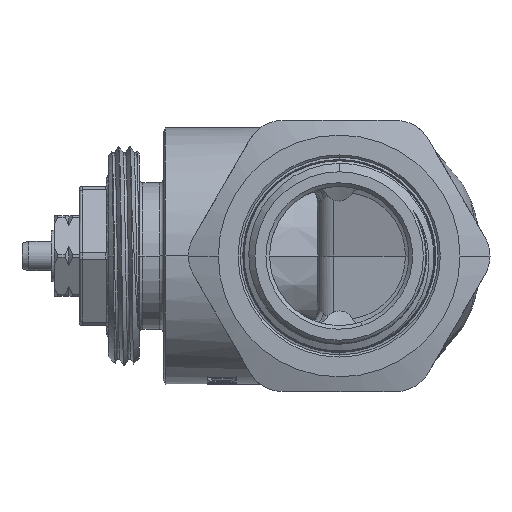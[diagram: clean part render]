
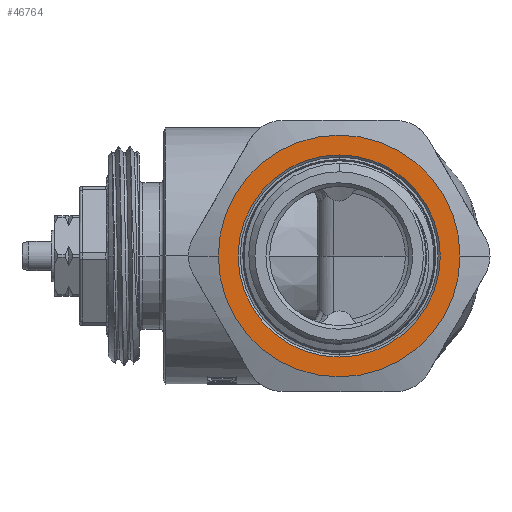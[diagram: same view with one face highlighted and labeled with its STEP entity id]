
A CAD part, left-side view. The second image highlights one B-rep face of the part: STEP entity #46764.
In plain terms, the highlighted planar face has unit normal (-1, 0, 0).
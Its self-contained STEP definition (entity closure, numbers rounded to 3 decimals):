
#18504=CARTESIAN_POINT('',(-41.7,0.,0.));
#18505=DIRECTION('',(-1.,0.,0.));
#18506=DIRECTION('',(0.,0.,1.));
#18507=AXIS2_PLACEMENT_3D('',#18504,#18505,#18506);
#18514=CARTESIAN_POINT('',(-41.7,0.,0.));
#18515=DIRECTION('',(-1.,0.,0.));
#18516=DIRECTION('',(0.,1.,0.));
#18517=AXIS2_PLACEMENT_3D('',#18514,#18515,#18516);
#18519=CARTESIAN_POINT('',(-41.7,0.,0.));
#18520=DIRECTION('',(-1.,0.,0.));
#18521=DIRECTION('',(0.,-1.,0.));
#18522=AXIS2_PLACEMENT_3D('',#18519,#18520,#18521);
#19066=CARTESIAN_POINT('',(-41.7,0.,0.));
#19067=DIRECTION('',(-1.,0.,0.));
#19068=DIRECTION('',(0.,0.,-1.));
#19069=AXIS2_PLACEMENT_3D('',#19066,#19067,#19068);
#24822=CARTESIAN_POINT('',(-41.7,16.5,0.));
#24823=CARTESIAN_POINT('',(-41.7,-16.5,0.));
#24824=VERTEX_POINT('',#24822);
#24825=VERTEX_POINT('',#24823);
#24850=CARTESIAN_POINT('',(-41.7,0.,13.8));
#24851=CARTESIAN_POINT('',(-41.7,0.,-13.8));
#24852=VERTEX_POINT('',#24850);
#24853=VERTEX_POINT('',#24851);
#46748=CARTESIAN_POINT('',(-41.7,0.,0.));
#46749=DIRECTION('',(1.,0.,0.));
#46750=DIRECTION('',(0.,-1.,0.));
#46751=AXIS2_PLACEMENT_3D('',#46748,#46749,#46750);
#46752=PLANE('',#46751);
#46754=ORIENTED_EDGE('',*,*,#46753,.F.);
#46756=ORIENTED_EDGE('',*,*,#46755,.F.);
#46757=EDGE_LOOP('',(#46754,#46756));
#46758=FACE_OUTER_BOUND('',#46757,.F.);
#46760=ORIENTED_EDGE('',*,*,#46759,.T.);
#46761=ORIENTED_EDGE('',*,*,#46738,.T.);
#46762=EDGE_LOOP('',(#46760,#46761));
#46763=FACE_BOUND('',#46762,.F.);
#46764=ADVANCED_FACE('',(#46758,#46763),#46752,.F.);
#18508=CIRCLE('',#18507,13.8);
#18518=CIRCLE('',#18517,16.5);
#18523=CIRCLE('',#18522,16.5);
#19070=CIRCLE('',#19069,13.8);
#46738=EDGE_CURVE('',#24852,#24853,#18508,.T.);
#46753=EDGE_CURVE('',#24824,#24825,#18518,.T.);
#46755=EDGE_CURVE('',#24825,#24824,#18523,.T.);
#46759=EDGE_CURVE('',#24853,#24852,#19070,.T.);
